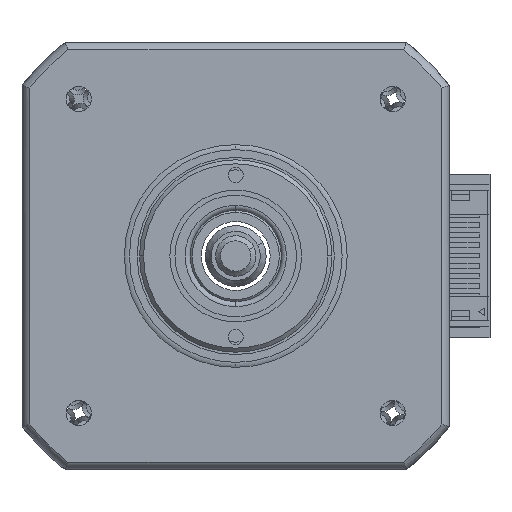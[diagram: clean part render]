
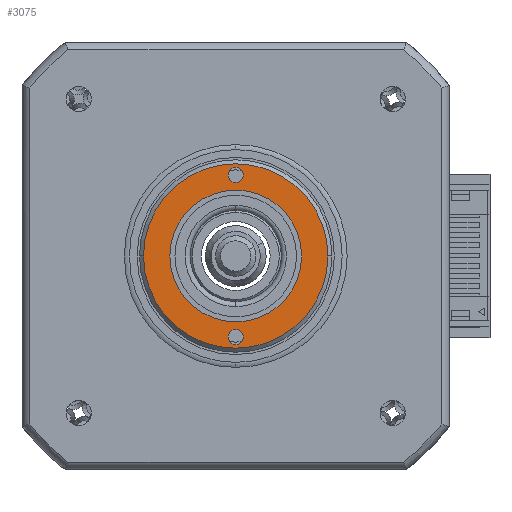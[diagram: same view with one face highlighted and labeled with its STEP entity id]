
A CAD part, left-side view. The second image highlights one B-rep face of the part: STEP entity #3075.
In plain terms, the highlighted planar face has unit normal (-1, 0, 0).
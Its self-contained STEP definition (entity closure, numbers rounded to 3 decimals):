
#15 = CARTESIAN_POINT ( 'NONE',  ( -29.673, 4.472, 40.3 ) ) ;
#21 = CARTESIAN_POINT ( 'NONE',  ( -29.673, 5.222, 40.3 ) ) ;
#194 = DIRECTION ( 'NONE',  ( 1., 0., 0. ) ) ;
#288 = DIRECTION ( 'NONE',  ( 1., 0., 0. ) ) ;
#367 = CARTESIAN_POINT ( 'NONE',  ( -29.673, 5.222, 56.3 ) ) ;
#537 = EDGE_LOOP ( 'NONE', ( #8394, #9753 ) ) ;
#986 = CARTESIAN_POINT ( 'NONE',  ( -29.673, -4.628, 48.3 ) ) ;
#1049 = EDGE_CURVE ( 'NONE', #1524, #10575, #6841, .T. ) ;
#1126 = CARTESIAN_POINT ( 'NONE',  ( -29.673, 4.472, 56.3 ) ) ;
#1254 = EDGE_LOOP ( 'NONE', ( #6079, #1674 ) ) ;
#1319 = AXIS2_PLACEMENT_3D ( 'NONE', #6789, #1699, #7648 ) ;
#1524 = VERTEX_POINT ( 'NONE', #21 ) ;
#1674 = ORIENTED_EDGE ( 'NONE', *, *, #4993, .T. ) ;
#1699 = DIRECTION ( 'NONE',  ( -1., 0., 0. ) ) ;
#2013 = DIRECTION ( 'NONE',  ( 0., -1., 0. ) ) ;
#2526 = DIRECTION ( 'NONE',  ( 1., 0., 0. ) ) ;
#2564 = CIRCLE ( 'NONE', #7639, 0.75 ) ;
#2903 = CARTESIAN_POINT ( 'NONE',  ( -29.673, 4.472, 40.3 ) ) ;
#2979 = DIRECTION ( 'NONE',  ( -1., 0., 0. ) ) ;
#3041 = CIRCLE ( 'NONE', #5908, 9.1 ) ;
#3075 = ADVANCED_FACE ( 'NONE', ( #7222, #9451, #4958, #9731 ), #10060, .F. ) ;
#3611 = CARTESIAN_POINT ( 'NONE',  ( -29.673, 3.722, 56.3 ) ) ;
#3686 = DIRECTION ( 'NONE',  ( -1., 0., 0. ) ) ;
#3740 = DIRECTION ( 'NONE',  ( 0., -1., 0. ) ) ;
#3813 = VERTEX_POINT ( 'NONE', #3611 ) ;
#4023 = VERTEX_POINT ( 'NONE', #367 ) ;
#4045 = ORIENTED_EDGE ( 'NONE', *, *, #9893, .F. ) ;
#4051 = ORIENTED_EDGE ( 'NONE', *, *, #4495, .F. ) ;
#4068 = CARTESIAN_POINT ( 'NONE',  ( -29.673, 4.472, 48.3 ) ) ;
#4275 = CIRCLE ( 'NONE', #8339, 0.75 ) ;
#4445 = EDGE_CURVE ( 'NONE', #10575, #1524, #2564, .T. ) ;
#4495 = EDGE_CURVE ( 'NONE', #3813, #4023, #4275, .T. ) ;
#4501 = AXIS2_PLACEMENT_3D ( 'NONE', #4068, #2526, #8529 ) ;
#4571 = CARTESIAN_POINT ( 'NONE',  ( -29.673, 13.572, 48.3 ) ) ;
#4933 = VERTEX_POINT ( 'NONE', #986 ) ;
#4958 = FACE_BOUND ( 'NONE', #9216, .T. ) ;
#4993 = EDGE_CURVE ( 'NONE', #6690, #5498, #7589, .T. ) ;
#5316 = CARTESIAN_POINT ( 'NONE',  ( -29.673, 4.472, 48.3 ) ) ;
#5407 = CARTESIAN_POINT ( 'NONE',  ( -29.673, 4.472, 48.3 ) ) ;
#5498 = VERTEX_POINT ( 'NONE', #6792 ) ;
#5842 = CIRCLE ( 'NONE', #1319, 9.1 ) ;
#5908 = AXIS2_PLACEMENT_3D ( 'NONE', #8729, #3686, #9590 ) ;
#6079 = ORIENTED_EDGE ( 'NONE', *, *, #7435, .T. ) ;
#6164 = DIRECTION ( 'NONE',  ( 0., 1., 0. ) ) ;
#6194 = ORIENTED_EDGE ( 'NONE', *, *, #6721, .T. ) ;
#6257 = DIRECTION ( 'NONE',  ( 0., 1., 0. ) ) ;
#6389 = CARTESIAN_POINT ( 'NONE',  ( -29.673, 3.722, 40.3 ) ) ;
#6607 = DIRECTION ( 'NONE',  ( -1., 0., 0. ) ) ;
#6670 = DIRECTION ( 'NONE',  ( 0., -1., 0. ) ) ;
#6677 = CARTESIAN_POINT ( 'NONE',  ( -29.673, 10.972, 48.3 ) ) ;
#6690 = VERTEX_POINT ( 'NONE', #6677 ) ;
#6721 = EDGE_CURVE ( 'NONE', #8803, #4933, #5842, .T. ) ;
#6789 = CARTESIAN_POINT ( 'NONE',  ( -29.673, 4.472, 48.3 ) ) ;
#6792 = CARTESIAN_POINT ( 'NONE',  ( -29.673, -2.028, 48.3 ) ) ;
#6841 = CIRCLE ( 'NONE', #10380, 0.75 ) ;
#7098 = DIRECTION ( 'NONE',  ( -1., 0., 0. ) ) ;
#7222 = FACE_OUTER_BOUND ( 'NONE', #10295, .T. ) ;
#7435 = EDGE_CURVE ( 'NONE', #5498, #6690, #9416, .T. ) ;
#7589 = CIRCLE ( 'NONE', #8061, 6.5 ) ;
#7639 = AXIS2_PLACEMENT_3D ( 'NONE', #2903, #8790, #3740 ) ;
#7648 = DIRECTION ( 'NONE',  ( 0., 1., 0. ) ) ;
#7783 = CIRCLE ( 'NONE', #8069, 0.75 ) ;
#8024 = CARTESIAN_POINT ( 'NONE',  ( -29.673, 4.472, 56.3 ) ) ;
#8061 = AXIS2_PLACEMENT_3D ( 'NONE', #5316, #194, #6164 ) ;
#8069 = AXIS2_PLACEMENT_3D ( 'NONE', #1126, #7098, #2013 ) ;
#8339 = AXIS2_PLACEMENT_3D ( 'NONE', #8024, #2979, #8860 ) ;
#8394 = ORIENTED_EDGE ( 'NONE', *, *, #4445, .F. ) ;
#8529 = DIRECTION ( 'NONE',  ( 0., 1., 0. ) ) ;
#8729 = CARTESIAN_POINT ( 'NONE',  ( -29.673, 4.472, 48.3 ) ) ;
#8790 = DIRECTION ( 'NONE',  ( -1., 0., 0. ) ) ;
#8803 = VERTEX_POINT ( 'NONE', #4571 ) ;
#8860 = DIRECTION ( 'NONE',  ( 0., -1., 0. ) ) ;
#9216 = EDGE_LOOP ( 'NONE', ( #4051, #4045 ) ) ;
#9414 = AXIS2_PLACEMENT_3D ( 'NONE', #5407, #288, #6257 ) ;
#9416 = CIRCLE ( 'NONE', #9414, 6.5 ) ;
#9451 = FACE_BOUND ( 'NONE', #537, .T. ) ;
#9590 = DIRECTION ( 'NONE',  ( 0., 1., 0. ) ) ;
#9731 = FACE_BOUND ( 'NONE', #1254, .T. ) ;
#9753 = ORIENTED_EDGE ( 'NONE', *, *, #1049, .F. ) ;
#9893 = EDGE_CURVE ( 'NONE', #4023, #3813, #7783, .T. ) ;
#9999 = ORIENTED_EDGE ( 'NONE', *, *, #10405, .T. ) ;
#10060 = PLANE ( 'NONE',  #4501 ) ;
#10295 = EDGE_LOOP ( 'NONE', ( #6194, #9999 ) ) ;
#10380 = AXIS2_PLACEMENT_3D ( 'NONE', #15, #6607, #6670 ) ;
#10405 = EDGE_CURVE ( 'NONE', #4933, #8803, #3041, .T. ) ;
#10575 = VERTEX_POINT ( 'NONE', #6389 ) ;
